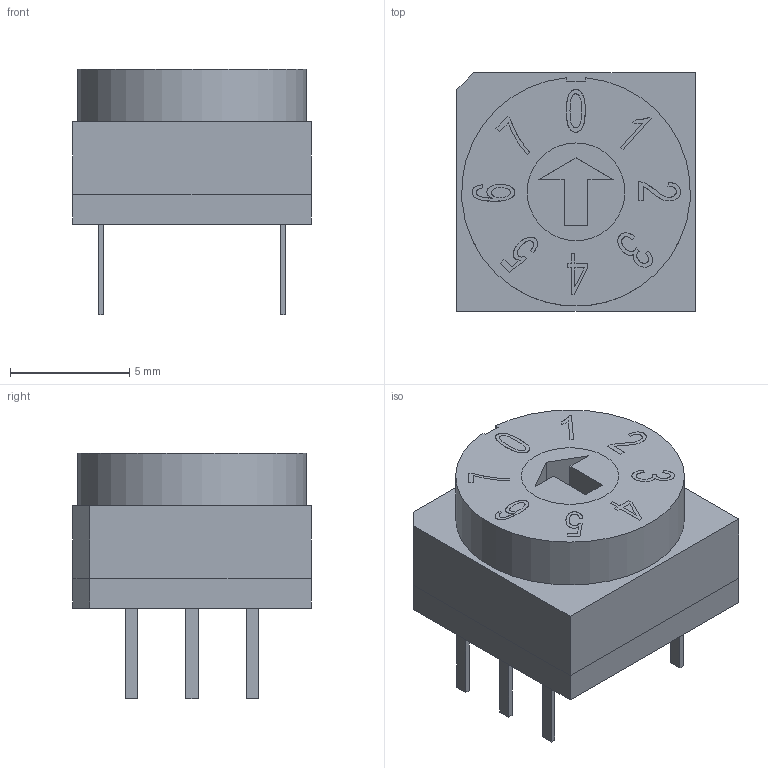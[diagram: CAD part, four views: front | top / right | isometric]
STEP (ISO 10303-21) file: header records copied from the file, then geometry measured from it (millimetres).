
FILE_DESCRIPTION(/* description */ (''),/* implementation_level */ '2;1');
FILE_NAME(/* name */ 'RDTAx08P1x.stp',/* time_stamp */ '2025-06-03T10:56:22-05:00',/* author */ ('mroman'),/* organization */ (''),/* preprocessor_version */ 'ST-DEVELOPER v18.1',/* originating_system */ 'Autodesk Inventor 2022',/* authorisation */ '');
FILE_SCHEMA (('AUTOMOTIVE_DESIGN { 1 0 10303 214 3 1 1 }'));
Length unit declared in the file: centimetre
Products named in the file (1): RDTAx08P1x
Bounding box: 10 x 10 x 10.3 mm (x, y, z)
Volume: 582.5 mm3; surface area: 495.5 mm2
Topology: 1 solids, 1 shells, 163 faces, 419 edges, 278 vertices
Faces by surface type: plane 106, bspline 56, cylinder 1
Entity records: 5191 total; most frequent: CARTESIAN_POINT 1565, ORIENTED_EDGE 838, DIRECTION 526, EDGE_CURVE 419, LINE 304, VECTOR 304, VERTEX_POINT 278, EDGE_LOOP 183
